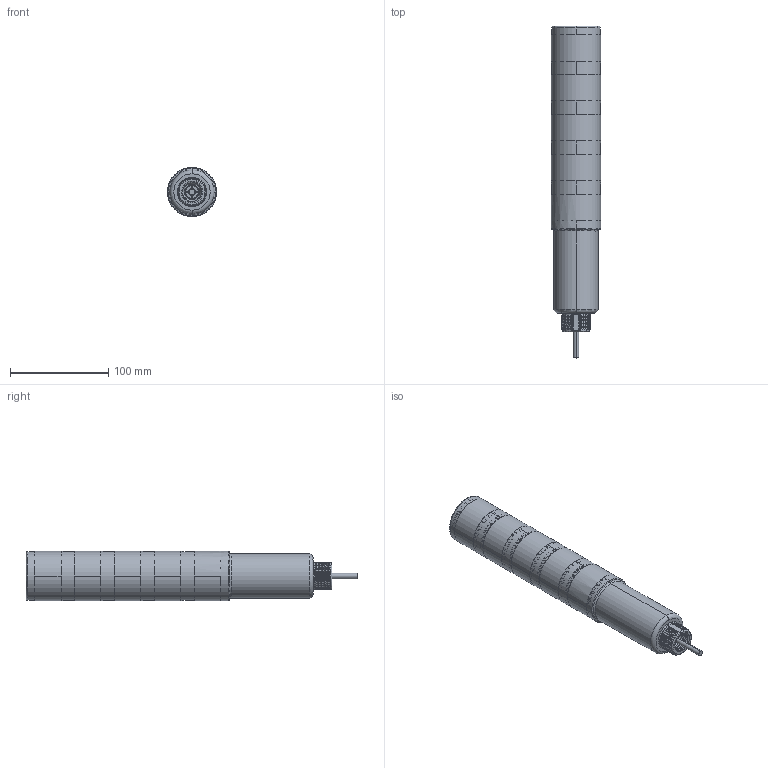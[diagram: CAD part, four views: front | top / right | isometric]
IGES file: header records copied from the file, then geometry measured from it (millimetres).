
Start section:  PTC IGES file: 168271.igs
Global section: file name: 168271.igs; native system: Pro/ENGINEER by Parametric Technology Corporation; preprocessor: 2009141; author: banengservice; organization: Unknown; date: 20121016.135456; units: inch
Bounding box: 50 x 338.3 x 50 mm (x, y, z)
Volume: 173152.2 mm3; surface area: 151529.5 mm2
Topology: 2 solids, 2 shells, 1945 faces, 4986 edges, 3171 vertices
Faces by surface type: bspline 1141, revolution 804
